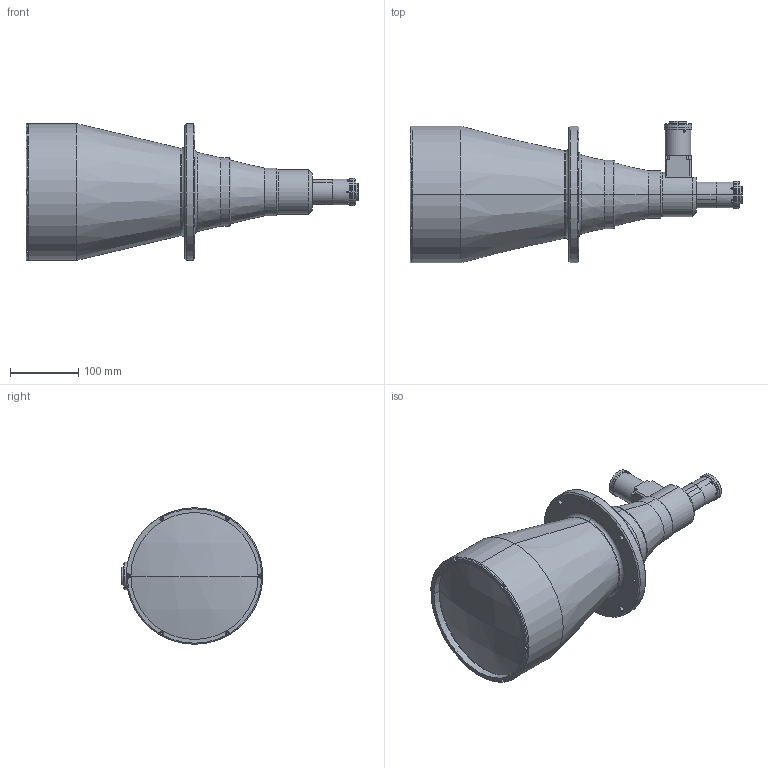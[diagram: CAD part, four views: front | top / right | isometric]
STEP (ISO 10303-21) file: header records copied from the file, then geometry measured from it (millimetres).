
FILE_DESCRIPTION (( 'STEP AP203' ), '1' );
FILE_NAME ('TCDP2X144.STEP', '2012-01-09T08:07:28', ( 'Opto Engineering' ), ( 'Opto Engineering' ), 'SwSTEP 2.0', 'SolidWorks 2011', '' );
FILE_SCHEMA (( 'CONFIG_CONTROL_DESIGN' ));
Length unit declared in the file: millimetre
Products named in the file (1): TCDP2X144
Bounding box: 486.31 x 207.38 x 200 mm (x, y, z)
Surface area: 309063.9 mm2 (no closed solid volume)
Topology: 0 solids, 15 shells, 247 faces, 696 edges, 470 vertices
Faces by surface type: cylinder 123, plane 76, cone 31, torus 15, sphere 2
Entity records: 8809 total; most frequent: CARTESIAN_POINT 2108, DIRECTION 1483, ORIENTED_EDGE 1235, EDGE_CURVE 696, AXIS2_PLACEMENT_3D 591, VERTEX_POINT 470, CIRCLE 343, EDGE_LOOP 322
